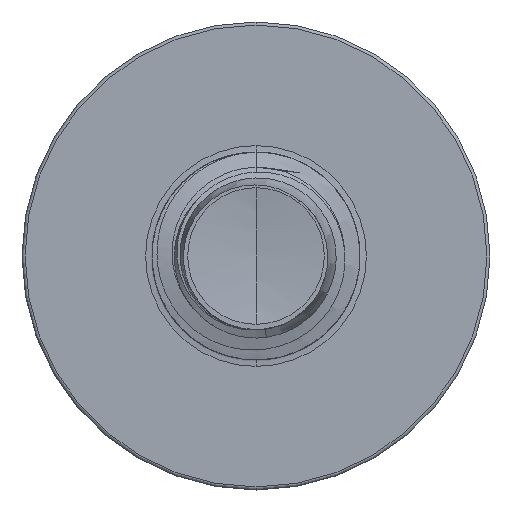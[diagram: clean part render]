
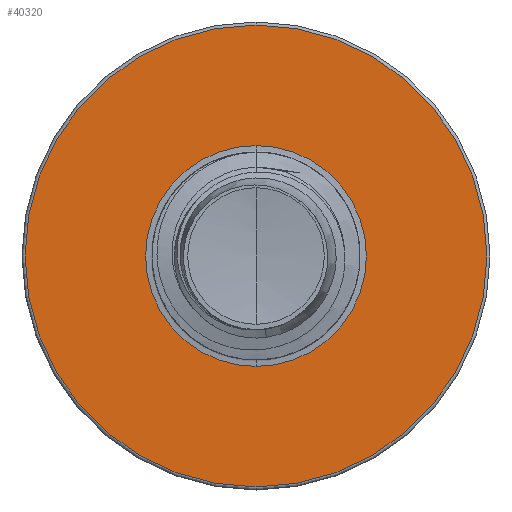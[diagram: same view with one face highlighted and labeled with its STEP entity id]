
A CAD part, front view. The second image highlights one B-rep face of the part: STEP entity #40320.
In plain terms, the highlighted planar face has unit normal (0, -1, 0).
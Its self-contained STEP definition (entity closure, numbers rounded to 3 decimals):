
#573 = CIRCLE ( 'NONE', #35450, 3.186 ) ;
#2134 = CARTESIAN_POINT ( 'NONE',  ( 0., 40., 0. ) ) ;
#4007 = VERTEX_POINT ( 'NONE', #61438 ) ;
#7034 = AXIS2_PLACEMENT_3D ( 'NONE', #2134, #37465, #7818 ) ;
#7410 = FACE_OUTER_BOUND ( 'NONE', #61406, .T. ) ;
#7818 = DIRECTION ( 'NONE',  ( 0., 0., 1. ) ) ;
#13631 = CIRCLE ( 'NONE', #40755, 6.66 ) ;
#15749 = DIRECTION ( 'NONE',  ( 0., 1., 0. ) ) ;
#16893 = CARTESIAN_POINT ( 'NONE',  ( 0., 40., -3.186 ) ) ;
#19100 = EDGE_CURVE ( 'NONE', #4007, #43508, #573, .T. ) ;
#20151 = ORIENTED_EDGE ( 'NONE', *, *, #19100, .T. ) ;
#21493 = DIRECTION ( 'NONE',  ( 0., 1., 0. ) ) ;
#21912 = DIRECTION ( 'NONE',  ( 0., 1., 0. ) ) ;
#24376 = ORIENTED_EDGE ( 'NONE', *, *, #25803, .F. ) ;
#25803 = EDGE_CURVE ( 'NONE', #47150, #57325, #46789, .T. ) ;
#27479 = DIRECTION ( 'NONE',  ( 0., 1., 0. ) ) ;
#27803 = CIRCLE ( 'NONE', #58032, 3.186 ) ;
#28595 = EDGE_CURVE ( 'NONE', #43508, #4007, #27803, .T. ) ;
#30014 = EDGE_LOOP ( 'NONE', ( #33736, #20151 ) ) ;
#31596 = EDGE_CURVE ( 'NONE', #57325, #47150, #13631, .T. ) ;
#33736 = ORIENTED_EDGE ( 'NONE', *, *, #28595, .T. ) ;
#35450 = AXIS2_PLACEMENT_3D ( 'NONE', #54316, #27479, #59088 ) ;
#37465 = DIRECTION ( 'NONE',  ( 0., 1., 0. ) ) ;
#38331 = CARTESIAN_POINT ( 'NONE',  ( 0., 40., 6.66 ) ) ;
#39708 = CARTESIAN_POINT ( 'NONE',  ( 0., 40., 3.186 ) ) ;
#40320 = ADVANCED_FACE ( 'NONE', ( #7410, #47326 ), #44798, .F. ) ;
#40755 = AXIS2_PLACEMENT_3D ( 'NONE', #48913, #21493, #53351 ) ;
#43508 = VERTEX_POINT ( 'NONE', #39708 ) ;
#43564 = ORIENTED_EDGE ( 'NONE', *, *, #31596, .F. ) ;
#43830 = CARTESIAN_POINT ( 'NONE',  ( 0., 40., 0. ) ) ;
#44798 = PLANE ( 'NONE',  #56140 ) ;
#46789 = CIRCLE ( 'NONE', #7034, 6.66 ) ;
#47150 = VERTEX_POINT ( 'NONE', #62511 ) ;
#47326 = FACE_BOUND ( 'NONE', #30014, .T. ) ;
#48301 = DIRECTION ( 'NONE',  ( 0., 0., 1. ) ) ;
#48913 = CARTESIAN_POINT ( 'NONE',  ( 0., 40., 0. ) ) ;
#53351 = DIRECTION ( 'NONE',  ( 0., 0., 1. ) ) ;
#53713 = DIRECTION ( 'NONE',  ( 0., 0., 1. ) ) ;
#54316 = CARTESIAN_POINT ( 'NONE',  ( 0., 40., 0. ) ) ;
#56140 = AXIS2_PLACEMENT_3D ( 'NONE', #16893, #21912, #53713 ) ;
#57325 = VERTEX_POINT ( 'NONE', #38331 ) ;
#58032 = AXIS2_PLACEMENT_3D ( 'NONE', #43830, #15749, #48301 ) ;
#59088 = DIRECTION ( 'NONE',  ( 0., 0., 1. ) ) ;
#61406 = EDGE_LOOP ( 'NONE', ( #43564, #24376 ) ) ;
#61438 = CARTESIAN_POINT ( 'NONE',  ( 0., 40., -3.186 ) ) ;
#62511 = CARTESIAN_POINT ( 'NONE',  ( 0., 40., -6.66 ) ) ;
